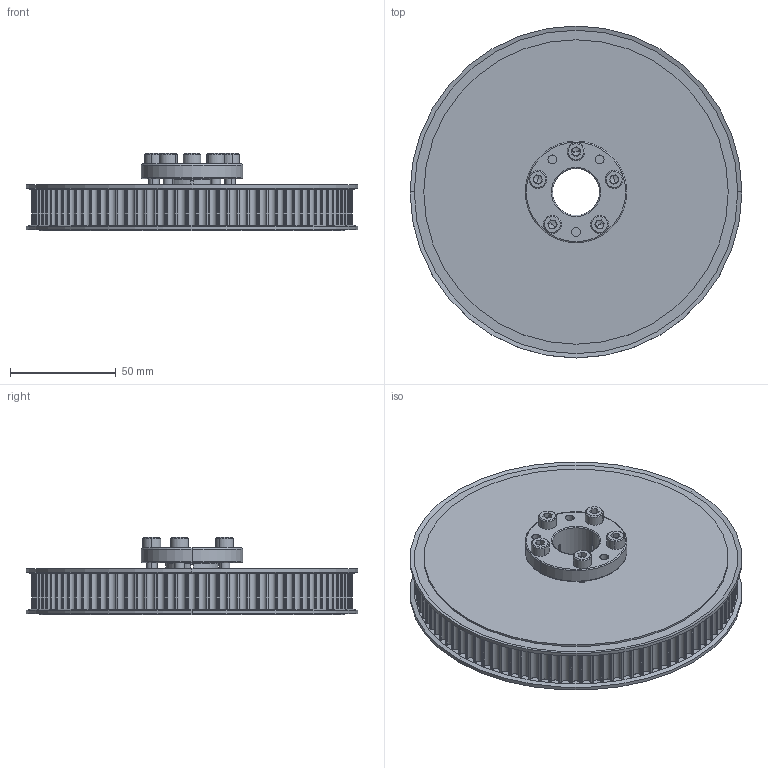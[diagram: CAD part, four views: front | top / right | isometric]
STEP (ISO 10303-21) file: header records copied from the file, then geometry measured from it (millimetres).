
FILE_DESCRIPTION (( 'STEP AP203' ), '1' );
FILE_NAME ('A96-5M15-SPBO-0875.step', '2023-08-24T18:47:30', ( '' ), ( '' ), 'SwSTEP 2.0', 'SolidWorks 2021', '' );
FILE_SCHEMA (( 'CONFIG_CONTROL_DESIGN' ));
Length unit declared in the file: millimetre
Products named in the file (1): A96-5M15-SPBO-0875
Bounding box: 157 x 157 x 36.5 mm (x, y, z)
Volume: 390979.8 mm3; surface area: 76235.7 mm2
Topology: 9 solids, 9 shells, 714 faces, 1977 edges, 1278 vertices
Faces by surface type: cylinder 547, plane 101, cone 54, torus 12
Entity records: 23386 total; most frequent: DIRECTION 4563, CARTESIAN_POINT 4026, ORIENTED_EDGE 3914, EDGE_CURVE 1957, AXIS2_PLACEMENT_3D 1907, VERTEX_POINT 1278, CIRCLE 1192, EDGE_LOOP 755
